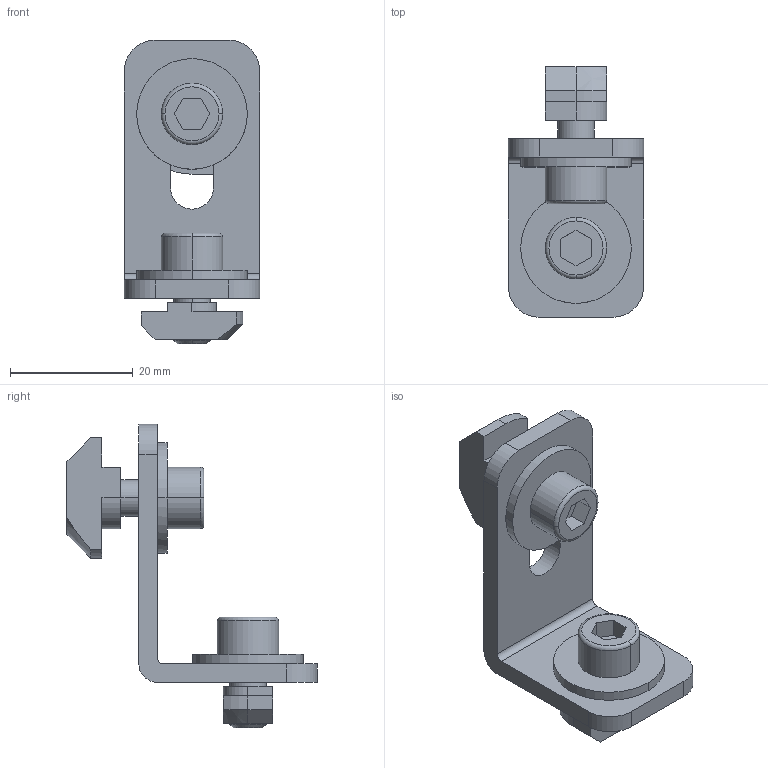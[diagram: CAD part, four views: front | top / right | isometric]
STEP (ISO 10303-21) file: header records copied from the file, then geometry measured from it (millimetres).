
FILE_DESCRIPTION(('STEP AP214'),'1');
FILE_NAME('cctmp_C7801450-1FCC-4466-A159-A2DE231CA3DF_2020_1_15_8_15_18_909..stp','2020-01-15T07:15:19',('Bosch Rexroth AG'),('CADClick - www.CADClick.com'),'Spatial InterOp 3D',' ','unknown authorization - (Healing Option Enabled)');
FILE_SCHEMA(('AUTOMOTIVE_DESIGN'));
Length unit declared in the file: millimetre
Products named in the file (1): 2020_01_15__08-15-18-909
Bounding box: 22 x 40.7 x 49.4 mm (x, y, z)
Volume: 7424.1 mm3; surface area: 5661.2 mm2
Topology: 1 solids, 1 shells, 126 faces, 308 edges, 198 vertices
Faces by surface type: plane 60, cylinder 40, cone 18, torus 8
Entity records: 4750 total; most frequent: DIRECTION 680, CARTESIAN_POINT 641, ORIENTED_EDGE 616, EDGE_CURVE 308, AXIS2_PLACEMENT_3D 249, VERTEX_POINT 198, LINE 182, VECTOR 182
